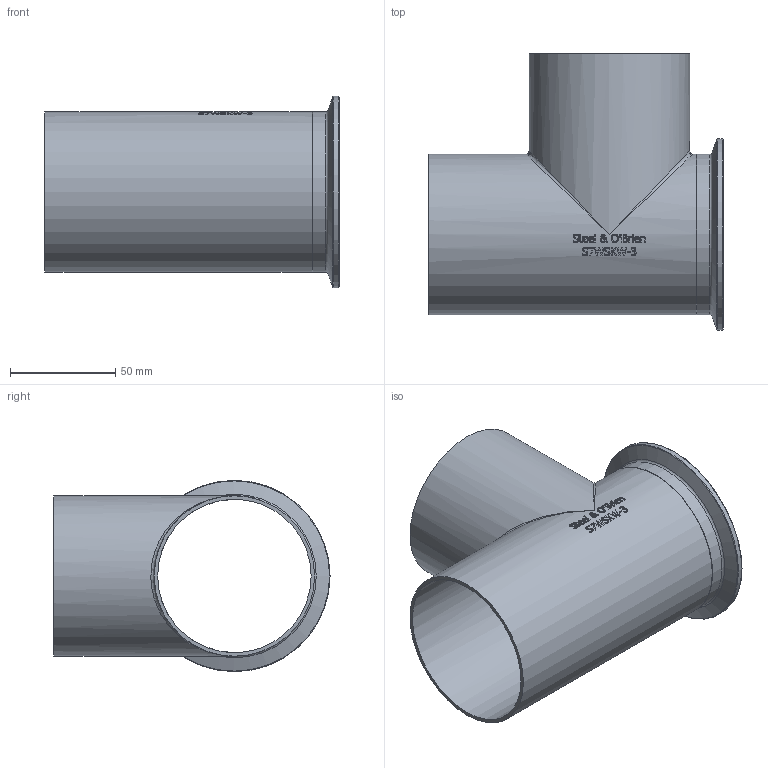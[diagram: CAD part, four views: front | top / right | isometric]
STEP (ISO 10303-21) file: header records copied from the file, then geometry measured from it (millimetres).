
FILE_DESCRIPTION(/* description */ (''),/* implementation_level */ '2;1');
FILE_NAME(/* name */ 'S7WSKW-3.stp',/* time_stamp */ '2018-11-28T13:11:45-05:00',/* author */ ('ken'),/* organization */ (''),/* preprocessor_version */ 'ST-DEVELOPER v15.2',/* originating_system */ 'Autodesk Inventor 2014',/* authorisation */ '');
FILE_SCHEMA (('AUTOMOTIVE_DESIGN { 1 0 10303 214 3 1 1 }'));
Length unit declared in the file: inch
Products named in the file (1): S7WSKW-3
Bounding box: 139.7 x 131.18 x 90.91 mm (x, y, z)
Volume: 75954 mm3; surface area: 88322 mm2
Topology: 1 solids, 1 shells, 372 faces, 1003 edges, 661 vertices
Faces by surface type: bspline 172, plane 151, cylinder 37, torus 9, cone 3
Full cylindrical faces by diameter (mm): 72.898 x3, 76.2 x3, 90.907 x1
Entity records: 14721 total; most frequent: CARTESIAN_POINT 6406, ORIENTED_EDGE 1950, DIRECTION 1225, EDGE_CURVE 975, VERTEX_POINT 658, LINE 447, VECTOR 447, EDGE_LOOP 429
